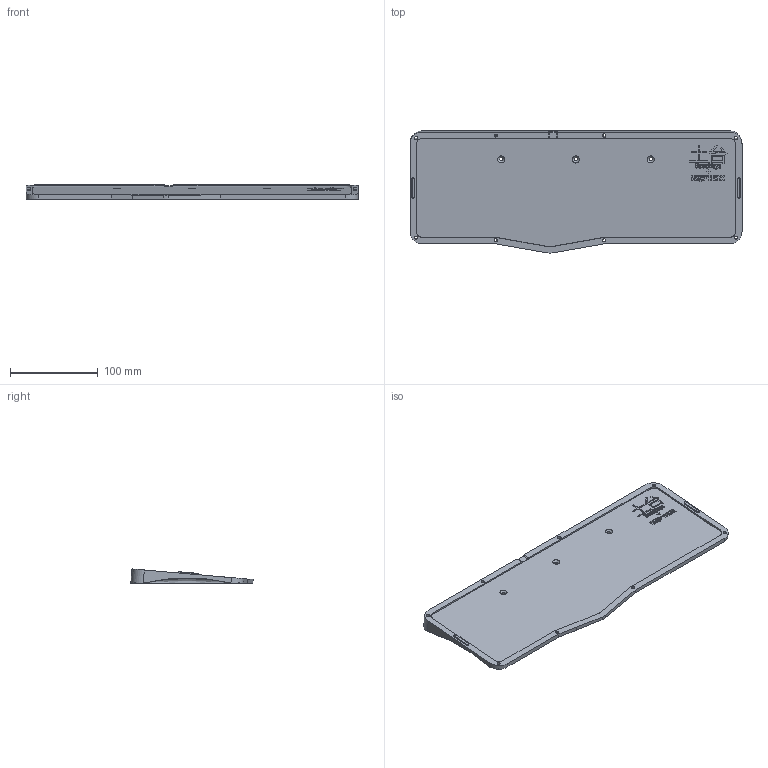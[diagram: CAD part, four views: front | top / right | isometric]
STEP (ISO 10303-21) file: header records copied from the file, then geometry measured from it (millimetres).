
FILE_DESCRIPTION(/* description */ (''),/* implementation_level */ '2;1');
FILE_NAME(/* name */ 'bottom.step',/* time_stamp */ '2020-05-10T11:18:09-07:00',/* author */ (''),/* organization */ (''),/* preprocessor_version */ 'ST-DEVELOPER v18.1',/* originating_system */ 'Autodesk Translation Framework v9.2.0.1227',/* authorisation */ '');
FILE_SCHEMA (('AUTOMOTIVE_DESIGN { 1 0 10303 214 3 1 1 }'));
Length unit declared in the file: millimetre
Products named in the file (1): bottom
Bounding box: 378.99 x 139.61 x 16.16 mm (x, y, z)
Volume: 364316 mm3; surface area: 115802.9 mm2
Topology: 1 solids, 1 shells, 411 faces, 1090 edges, 723 vertices
Faces by surface type: plane 261, bspline 84, cylinder 54, cone 12
Full cylindrical faces by diameter (mm): 3.5 x7, 4 x4, 5.6 x8, 8 x4
Entity records: 12979 total; most frequent: CARTESIAN_POINT 3365, ORIENTED_EDGE 2172, DIRECTION 1724, EDGE_CURVE 1086, LINE 770, VECTOR 770, VERTEX_POINT 723, EDGE_LOOP 479
